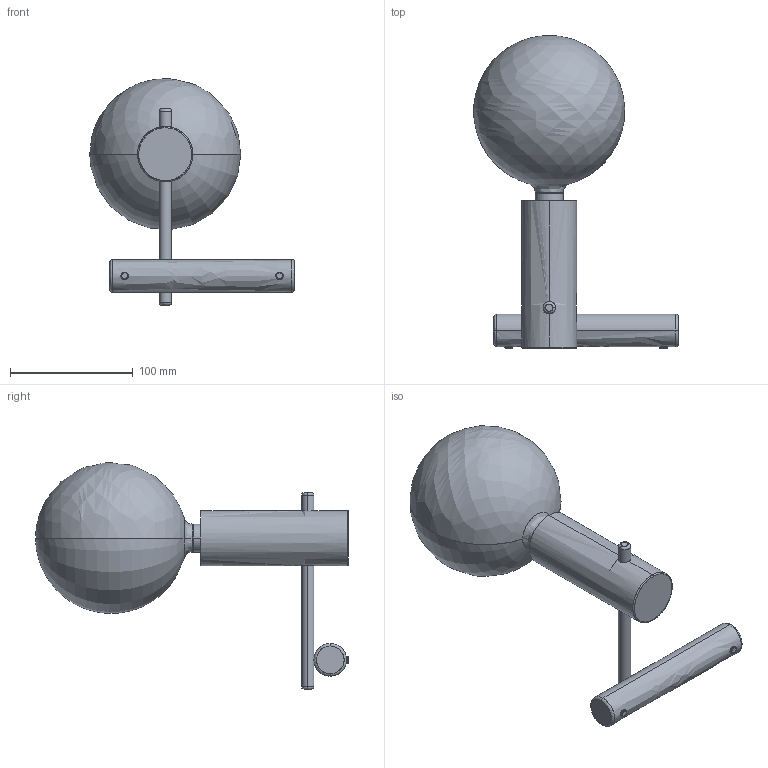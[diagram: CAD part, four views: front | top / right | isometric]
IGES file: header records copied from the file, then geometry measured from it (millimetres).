
Start section: SolidWorks IGES file using analytic representation for surfaces
Global section: file name: 10-8516.IGS; native system: SolidWorks 2020; preprocessor: SolidWorks 2020; author: dromero; date: 210823.144918; units: millimetre
Bounding box: 166.42 x 254.5 x 184.39 mm (x, y, z)
Surface area: 87874.8 mm2 (no closed solid volume)
Topology: 0 solids, 0 shells, 102 faces, 1982 edges, 1981 vertices
Faces by surface type: revolution 62, bspline 40
